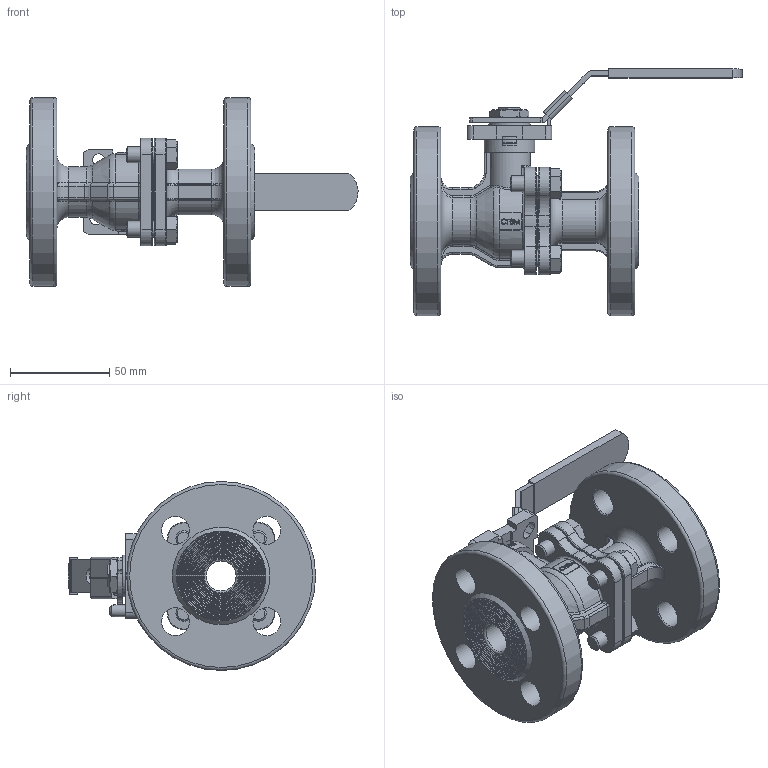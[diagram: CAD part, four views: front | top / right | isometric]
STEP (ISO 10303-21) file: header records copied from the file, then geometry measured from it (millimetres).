
FILE_DESCRIPTION(/* description */ ('Unknown'),/* implementation_level */ '2;1');
FILE_NAME(/* name */ '920-04_(8M.220.015)',/* time_stamp */ '2020-11-02T08:30:07+01:00',/* author */ ('Unknown'),/* organization */ ('Unknown'),/* preprocessor_version */ 'ST-DEVELOPER v16.7',/* originating_system */ 'Solid Edge',/* authorisation */ 'Unknown');
FILE_SCHEMA (('AUTOMOTIVE_DESIGN {1 0 10303 214 3 1 1}'));
Length unit declared in the file: millimetre
Products named in the file (15): 8M.220.015; MV-24D-DD; MV-24D-LZ; MV-24D-TL; MV-24D-T(J); MV-24D-KZ; MV-24D-YT; MV-24D-FGM; MV-24D-S; MV-24D-ST; MV-24D-FG; MV-24D-PD; MV-24D-G(J); MV-24D-DW; MV-24D-FS
Assembly tree (19 placements, depth 2):
  8M.220.015
    MV-24D-DD  x2
    MV-24D-LZ  x4
    MV-24D-TL
    MV-24D-T(J)
    MV-24D-KZ
    MV-24D-YT
    MV-24D-FGM  x2
    MV-24D-S
    MV-24D-ST
    MV-24D-FG
    MV-24D-PD
    MV-24D-G(J)
    MV-24D-DW
    MV-24D-FS
Bounding box: 166.96 x 124.3 x 95 mm (x, y, z)
Volume: 268021.5 mm3; surface area: 94349.6 mm2
Topology: 19 solids, 19 shells, 1072 faces, 2626 edges, 1652 vertices
Faces by surface type: plane 417, cylinder 215, bspline 184, cone 168, torus 84, sphere 4
Full cylindrical faces by diameter (mm): 4.2 x1, 5 x1, 6 x1, 6.9 x4, 8 x5, 8.6 x1, 9 x4, 9.6 x1, 10.5 x2, 12 x1, 12.3 x2, 12.4 x1, 12.6 x3, 12.7 x1, 12.8 x2, 14 x8, 15 x2, 15.8 x1, 15.9 x1, 16 x2, 17 x2, 20 x2, 21 x1, 21.6 x1, 24 x2, 25.5 x1, 25.8 x1, 32 x1, 32.4 x1, 38 x1
Entity records: 44901 total; most frequent: CARTESIAN_POINT 22764, ORIENTED_EDGE 4518, DIRECTION 4081, EDGE_CURVE 2259, AXIS2_PLACEMENT_3D 1542, VERTEX_POINT 1529, EDGE_LOOP 1298, FACE_BOUND 1298
